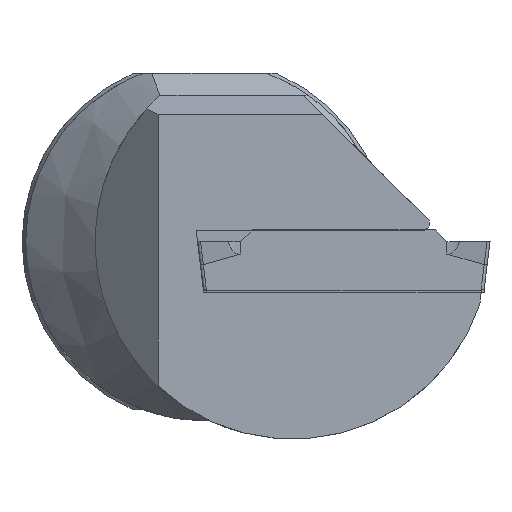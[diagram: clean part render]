
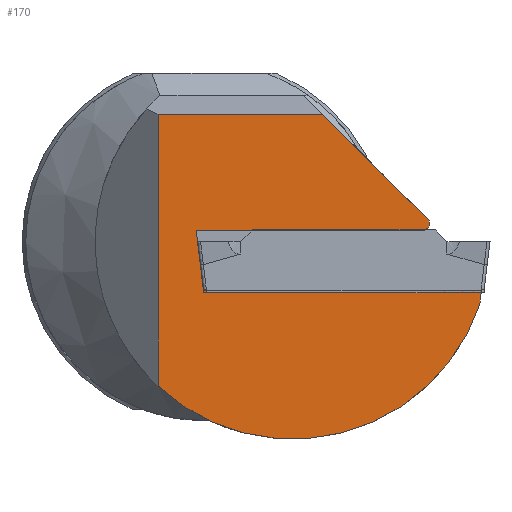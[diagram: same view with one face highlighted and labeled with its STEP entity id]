
A CAD part, left-side view. The second image highlights one B-rep face of the part: STEP entity #170.
In plain terms, the highlighted planar face has unit normal (-1, 0, 0).
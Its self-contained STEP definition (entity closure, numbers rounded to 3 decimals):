
#170=ADVANCED_FACE('',(#276),#216,.T.);
#216=PLANE('',#1295);
#276=FACE_OUTER_BOUND('',#343,.T.);
#343=EDGE_LOOP('',(#792,#793,#794,#795,#796,#797,#798,#799,#800));
#439=LINE('',#2113,#539);
#440=LINE('',#2116,#540);
#441=LINE('',#2118,#541);
#442=LINE('',#2122,#542);
#443=LINE('',#2124,#543);
#444=LINE('',#2126,#544);
#445=LINE('',#2130,#545);
#539=VECTOR('',#1558,1.);
#540=VECTOR('',#1559,1.);
#541=VECTOR('',#1560,1.);
#542=VECTOR('',#1563,1.);
#543=VECTOR('',#1564,1.);
#544=VECTOR('',#1565,1.);
#545=VECTOR('',#1568,1.);
#792=ORIENTED_EDGE('',*,*,#1138,.F.);
#793=ORIENTED_EDGE('',*,*,#1139,.F.);
#794=ORIENTED_EDGE('',*,*,#1140,.F.);
#795=ORIENTED_EDGE('',*,*,#1141,.F.);
#796=ORIENTED_EDGE('',*,*,#1142,.T.);
#797=ORIENTED_EDGE('',*,*,#1143,.T.);
#798=ORIENTED_EDGE('',*,*,#1144,.T.);
#799=ORIENTED_EDGE('',*,*,#1145,.T.);
#800=ORIENTED_EDGE('',*,*,#1146,.T.);
#990=VERTEX_POINT('',#2114);
#991=VERTEX_POINT('',#2115);
#992=VERTEX_POINT('',#2117);
#993=VERTEX_POINT('',#2119);
#994=VERTEX_POINT('',#2121);
#995=VERTEX_POINT('',#2123);
#996=VERTEX_POINT('',#2125);
#997=VERTEX_POINT('',#2127);
#998=VERTEX_POINT('',#2129);
#1138=EDGE_CURVE('',#990,#991,#439,.T.);
#1139=EDGE_CURVE('',#992,#990,#440,.T.);
#1140=EDGE_CURVE('',#993,#992,#441,.T.);
#1141=EDGE_CURVE('',#994,#993,#1205,.T.);
#1142=EDGE_CURVE('',#994,#995,#442,.T.);
#1143=EDGE_CURVE('',#995,#996,#443,.T.);
#1144=EDGE_CURVE('',#996,#997,#444,.T.);
#1145=EDGE_CURVE('',#997,#998,#1206,.T.);
#1146=EDGE_CURVE('',#998,#991,#445,.T.);
#1205=CIRCLE('',#1293,0.5);
#1206=CIRCLE('',#1294,13.5);
#1293=AXIS2_PLACEMENT_3D('',#2120,#1561,#1562);
#1294=AXIS2_PLACEMENT_3D('',#2128,#1566,#1567);
#1295=AXIS2_PLACEMENT_3D('',#2131,#1569,#1570);
#1558=DIRECTION('',(0.,-1.,0.));
#1559=DIRECTION('',(0.,-0.122,-0.993));
#1560=DIRECTION('',(0.,1.,0.));
#1561=DIRECTION('',(1.,0.,0.));
#1562=DIRECTION('',(0.,0.,1.));
#1563=DIRECTION('',(0.,0.707,0.707));
#1564=DIRECTION('',(0.,1.,0.));
#1565=DIRECTION('',(0.,0.,-1.));
#1566=DIRECTION('',(-1.,0.,0.));
#1567=DIRECTION('',(0.,0.,1.));
#1568=DIRECTION('',(0.,-0.122,0.993));
#1569=DIRECTION('',(-1.,0.,0.));
#1570=DIRECTION('',(0.,0.,1.));
#2113=CARTESIAN_POINT('',(0.2,19.5,-3.35));
#2114=CARTESIAN_POINT('',(0.2,0.089,-3.35));
#2115=CARTESIAN_POINT('',(0.2,-18.918,-3.35));
#2116=CARTESIAN_POINT('',(0.2,0.782,2.298));
#2117=CARTESIAN_POINT('',(0.2,0.592,0.75));
#2118=CARTESIAN_POINT('',(0.2,19.5,0.75));
#2119=CARTESIAN_POINT('',(0.2,-14.864,0.75));
#2120=CARTESIAN_POINT('',(0.2,-14.864,1.25));
#2121=CARTESIAN_POINT('',(0.2,-15.336,1.414));
#2122=CARTESIAN_POINT('',(0.2,1.375,18.125));
#2123=CARTESIAN_POINT('',(0.2,-8.056,8.694));
#2124=CARTESIAN_POINT('',(0.2,19.5,8.694));
#2125=CARTESIAN_POINT('',(0.2,3.2,8.694));
#2126=CARTESIAN_POINT('',(0.2,3.2,0.));
#2127=CARTESIAN_POINT('',(0.2,3.2,-9.88));
#2128=CARTESIAN_POINT('',(0.2,-6.,0.));
#2129=CARTESIAN_POINT('',(0.2,-18.805,-4.277));
#2130=CARTESIAN_POINT('',(0.2,-18.753,-4.697));
#2131=CARTESIAN_POINT('',(0.2,19.5,0.));
